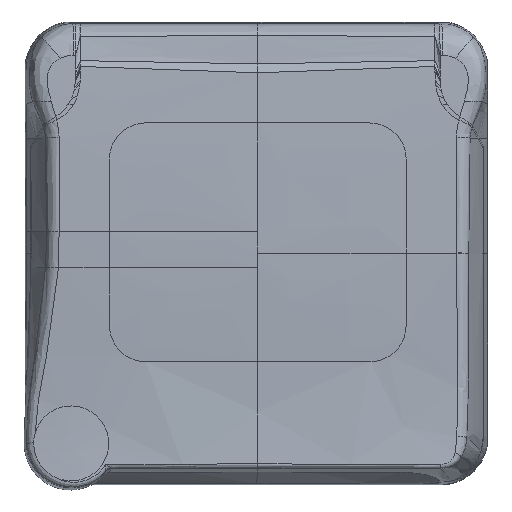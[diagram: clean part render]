
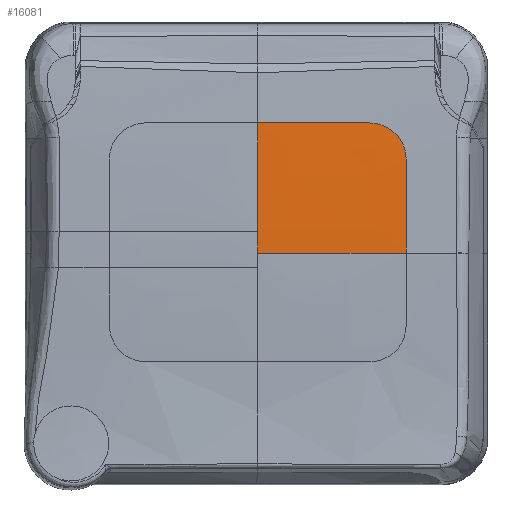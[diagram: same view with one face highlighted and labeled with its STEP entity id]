
A CAD part, top view. The second image highlights one B-rep face of the part: STEP entity #16081.
In plain terms, the highlighted free-form (B-spline) face has degree [5, 5] with [6, 6] control points.
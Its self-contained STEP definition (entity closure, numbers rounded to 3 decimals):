
#7891=CARTESIAN_POINT('Control Point',(21.559,0.011,-39.748)) ;
#7892=CARTESIAN_POINT('Control Point',(21.558,4.315,-39.837)) ;
#7893=CARTESIAN_POINT('Control Point',(21.557,8.647,-40.004)) ;
#7894=CARTESIAN_POINT('Control Point',(21.554,13.,-40.253)) ;
#7895=CARTESIAN_POINT('Vertex',(21.559,0.011,-39.748)) ;
#7897=CARTESIAN_POINT('Vertex',(21.554,13.,-40.253)) ;
#7901=CARTESIAN_POINT('Control Point',(16.552,18.,-40.512)) ;
#7902=CARTESIAN_POINT('Control Point',(18.118,18.,-40.531)) ;
#7903=CARTESIAN_POINT('Control Point',(19.69,17.392,-40.506)) ;
#7904=CARTESIAN_POINT('Control Point',(20.946,16.139,-40.433)) ;
#7905=CARTESIAN_POINT('Control Point',(21.554,14.563,-40.343)) ;
#7906=CARTESIAN_POINT('Control Point',(21.554,13.,-40.253)) ;
#7907=CARTESIAN_POINT('Vertex',(16.552,18.,-40.512)) ;
#7911=CARTESIAN_POINT('Control Point',(1.053,18.,-40.351)) ;
#7912=CARTESIAN_POINT('Control Point',(6.225,18.,-40.396)) ;
#7913=CARTESIAN_POINT('Control Point',(11.395,18.,-40.45)) ;
#7914=CARTESIAN_POINT('Control Point',(16.552,18.,-40.512)) ;
#7915=CARTESIAN_POINT('Vertex',(1.053,18.,-40.351)) ;
#11093=CARTESIAN_POINT('Vertex',(1.061,-0.018,-39.445)) ;
#11097=CARTESIAN_POINT('Control Point',(21.559,0.011,-39.749)) ;
#11098=CARTESIAN_POINT('Control Point',(16.453,0.028,-39.642)) ;
#11099=CARTESIAN_POINT('Control Point',(11.347,0.028,-39.556)) ;
#11100=CARTESIAN_POINT('Control Point',(6.202,0.016,-39.49)) ;
#11101=CARTESIAN_POINT('Control Point',(1.061,-0.018,-39.445)) ;
#14212=CARTESIAN_POINT('Control Point',(1.06,3.,-39.538)) ;
#14213=CARTESIAN_POINT('Control Point',(1.058,8.005,-39.713)) ;
#14214=CARTESIAN_POINT('Control Point',(1.056,13.006,-39.985)) ;
#14215=CARTESIAN_POINT('Control Point',(1.053,18.,-40.352)) ;
#14216=CARTESIAN_POINT('Vertex',(1.06,3.,-39.538)) ;
#15226=CARTESIAN_POINT('Control Point',(1.06,3.,-39.538)) ;
#15227=CARTESIAN_POINT('Control Point',(1.06,1.994,-39.503)) ;
#15228=CARTESIAN_POINT('Control Point',(1.06,0.988,-39.472)) ;
#15229=CARTESIAN_POINT('Control Point',(1.061,-0.018,-39.445)) ;
#16037=CARTESIAN_POINT('Control Point',(1.061,-0.018,-39.445)) ;
#16038=CARTESIAN_POINT('Control Point',(1.06,3.64,-39.544)) ;
#16039=CARTESIAN_POINT('Control Point',(1.059,7.296,-39.686)) ;
#16040=CARTESIAN_POINT('Control Point',(1.057,10.951,-39.872)) ;
#16041=CARTESIAN_POINT('Control Point',(1.055,14.604,-40.1)) ;
#16042=CARTESIAN_POINT('Control Point',(1.053,18.253,-40.371)) ;
#16043=CARTESIAN_POINT('Control Point',(5.177,0.009,-39.481)) ;
#16044=CARTESIAN_POINT('Control Point',(5.176,3.664,-39.581)) ;
#16045=CARTESIAN_POINT('Control Point',(5.175,7.319,-39.723)) ;
#16046=CARTESIAN_POINT('Control Point',(5.173,10.971,-39.909)) ;
#16047=CARTESIAN_POINT('Control Point',(5.171,14.62,-40.137)) ;
#16048=CARTESIAN_POINT('Control Point',(5.169,18.267,-40.408)) ;
#16049=CARTESIAN_POINT('Control Point',(9.294,0.022,-39.53)) ;
#16050=CARTESIAN_POINT('Control Point',(9.293,3.665,-39.627)) ;
#16051=CARTESIAN_POINT('Control Point',(9.292,7.31,-39.767)) ;
#16052=CARTESIAN_POINT('Control Point',(9.291,10.956,-39.951)) ;
#16053=CARTESIAN_POINT('Control Point',(9.289,14.603,-40.178)) ;
#16054=CARTESIAN_POINT('Control Point',(9.286,18.249,-40.448)) ;
#16055=CARTESIAN_POINT('Control Point',(13.396,0.03,-39.591)) ;
#16056=CARTESIAN_POINT('Control Point',(13.395,3.65,-39.682)) ;
#16057=CARTESIAN_POINT('Control Point',(13.394,7.278,-39.817)) ;
#16058=CARTESIAN_POINT('Control Point',(13.393,10.914,-39.996)) ;
#16059=CARTESIAN_POINT('Control Point',(13.391,14.557,-40.22)) ;
#16060=CARTESIAN_POINT('Control Point',(13.388,18.205,-40.488)) ;
#16061=CARTESIAN_POINT('Control Point',(17.485,0.025,-39.664)) ;
#16062=CARTESIAN_POINT('Control Point',(17.484,3.613,-39.747)) ;
#16063=CARTESIAN_POINT('Control Point',(17.483,7.218,-39.874)) ;
#16064=CARTESIAN_POINT('Control Point',(17.482,10.841,-40.047)) ;
#16065=CARTESIAN_POINT('Control Point',(17.48,14.479,-40.266)) ;
#16066=CARTESIAN_POINT('Control Point',(17.478,18.131,-40.531)) ;
#16067=CARTESIAN_POINT('Control Point',(21.573,0.011,-39.75)) ;
#16068=CARTESIAN_POINT('Control Point',(21.572,3.557,-39.823)) ;
#16069=CARTESIAN_POINT('Control Point',(21.571,7.132,-39.94)) ;
#16070=CARTESIAN_POINT('Control Point',(21.57,10.738,-40.103)) ;
#16071=CARTESIAN_POINT('Control Point',(21.568,14.371,-40.317)) ;
#16072=CARTESIAN_POINT('Control Point',(21.566,18.028,-40.578)) ;
#16074=ORIENTED_EDGE('',*,*,#7917,.T.) ;
#16075=ORIENTED_EDGE('',*,*,#7909,.T.) ;
#16076=ORIENTED_EDGE('',*,*,#7899,.F.) ;
#16077=ORIENTED_EDGE('',*,*,#11102,.T.) ;
#16078=ORIENTED_EDGE('',*,*,#15230,.F.) ;
#16079=ORIENTED_EDGE('',*,*,#14218,.F.) ;
#16081=ADVANCED_FACE('Surface.40',(#16080),#16036,.F.) ;
#7890=B_SPLINE_CURVE_WITH_KNOTS('',3,(#7891,#7892,#7893,#7894),.UNSPECIFIED.,.F.,.U.,(4,4),(0.,18.559),.UNSPECIFIED.) ;
#7900=B_SPLINE_CURVE_WITH_KNOTS('',5,(#7901,#7902,#7903,#7904,#7905,#7906),.UNSPECIFIED.,.F.,.U.,(6,6),(0.,11.104),.UNSPECIFIED.) ;
#7910=B_SPLINE_CURVE_WITH_KNOTS('',3,(#7911,#7912,#7913,#7914),.UNSPECIFIED.,.F.,.U.,(4,4),(0.,21.945),.UNSPECIFIED.) ;
#11096=B_SPLINE_CURVE_WITH_KNOTS('',4,(#11097,#11098,#11099,#11100,#11101),.UNSPECIFIED.,.F.,.U.,(5,5),(0.874,21.442),.UNSPECIFIED.) ;
#14211=B_SPLINE_CURVE_WITH_KNOTS('',3,(#14212,#14213,#14214,#14215),.UNSPECIFIED.,.F.,.U.,(4,4),(568.87,583.893),.UNSPECIFIED.) ;
#15225=B_SPLINE_CURVE_WITH_KNOTS('',3,(#15226,#15227,#15228,#15229),.UNSPECIFIED.,.F.,.U.,(4,4),(0.,3.019),.UNSPECIFIED.) ;
#16036=B_SPLINE_SURFACE_WITH_KNOTS('',5,5,((#16037,#16038,#16039,#16040,#16041,#16042),(#16043,#16044,#16045,#16046,#16047,#16048),(#16049,#16050,#16051,#16052,#16053,#16054),(#16055,#16056,#16057,#16058,#16059,#16060),(#16061,#16062,#16063,#16064,#16065,#16066),(#16067,#16068,#16069,#16070,#16071,#16072)),.UNSPECIFIED.,.F.,.F.,.U.,(6,6),(6,6),(0.,20.582),(565.85,584.146),.UNSPECIFIED.) ;
#7899=EDGE_CURVE('',#7896,#7898,#7890,.T.) ;
#7909=EDGE_CURVE('',#7908,#7898,#7900,.T.) ;
#7917=EDGE_CURVE('',#7916,#7908,#7910,.T.) ;
#11102=EDGE_CURVE('',#7896,#11094,#11096,.T.) ;
#14218=EDGE_CURVE('',#7916,#14217,#14211,.F.) ;
#15230=EDGE_CURVE('',#14217,#11094,#15225,.T.) ;
#16073=EDGE_LOOP('',(#16074,#16075,#16076,#16077,#16078,#16079)) ;
#16080=FACE_OUTER_BOUND('',#16073,.T.) ;
#7896=VERTEX_POINT('',#7895) ;
#7898=VERTEX_POINT('',#7897) ;
#7908=VERTEX_POINT('',#7907) ;
#7916=VERTEX_POINT('',#7915) ;
#11094=VERTEX_POINT('',#11093) ;
#14217=VERTEX_POINT('',#14216) ;
